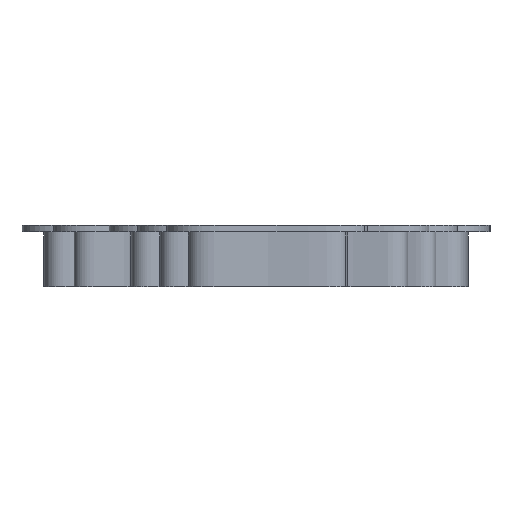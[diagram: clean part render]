
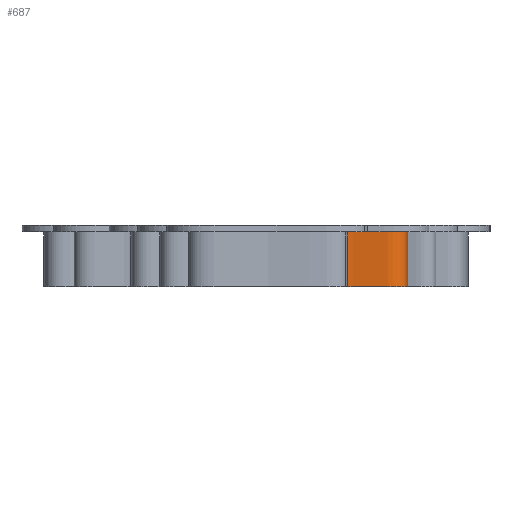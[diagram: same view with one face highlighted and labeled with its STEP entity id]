
A CAD part, left-side view. The second image highlights one B-rep face of the part: STEP entity #687.
In plain terms, the highlighted free-form (B-spline) face has degree [3, 1] with [17, 2] control points.
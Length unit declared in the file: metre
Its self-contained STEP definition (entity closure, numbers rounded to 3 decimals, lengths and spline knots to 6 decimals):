
#39=LINE('',#2050,#74);
#40=LINE('',#2123,#75);
#74=VECTOR('',#753,1.);
#75=VECTOR('',#754,1.);
#154=ORIENTED_EDGE('',*,*,#354,.T.);
#155=ORIENTED_EDGE('',*,*,#355,.F.);
#156=ORIENTED_EDGE('',*,*,#356,.F.);
#157=ORIENTED_EDGE('',*,*,#352,.T.);
#352=EDGE_CURVE('',#446,#445,#39,.T.);
#354=EDGE_CURVE('',#445,#447,#517,.T.);
#355=EDGE_CURVE('',#448,#447,#40,.T.);
#356=EDGE_CURVE('',#446,#448,#518,.T.);
#445=VERTEX_POINT('',#2049);
#446=VERTEX_POINT('',#2051);
#447=VERTEX_POINT('',#2122);
#448=VERTEX_POINT('',#2124);
#517=B_SPLINE_CURVE_WITH_KNOTS('',3,(#2096,#2097,#2098,#2099,#2100,#2101,
#2102,#2103,#2104,#2105,#2106,#2107,#2108,#2109,#2110,#2111,#2112,#2113,
#2114,#2115,#2116,#2117,#2118,#2119,#2120,#2121),.UNSPECIFIED.,.F.,.F.,
(4,1,1,1,1,1,1,1,1,1,1,1,1,1,1,1,1,1,1,1,1,1,1,4),(0.330381,0.333223,
0.336065,0.338907,0.341749,0.344591,
0.347433,0.350275,0.353117,0.354538,
0.355959,0.35738,0.358801,0.359512,
0.360222,0.360933,0.361643,0.363064,
0.364485,0.365906,0.367327,0.370169,
0.373011,0.375853),.UNSPECIFIED.);
#518=B_SPLINE_CURVE_WITH_KNOTS('',3,(#2125,#2126,#2127,#2128,#2129,#2130,
#2131,#2132,#2133,#2134,#2135,#2136,#2137,#2138,#2139,#2140,#2141,#2142,
#2143,#2144,#2145,#2146,#2147,#2148,#2149,#2150),.UNSPECIFIED.,.F.,.F.,
(4,1,1,1,1,1,1,1,1,1,1,1,1,1,1,1,1,1,1,1,1,1,1,4),(0.330381,0.333223,
0.336065,0.338907,0.341749,0.344591,
0.347433,0.350275,0.353117,0.354538,
0.355959,0.35738,0.358801,0.359512,
0.360222,0.360933,0.361643,0.363064,
0.364485,0.365906,0.367327,0.370169,
0.373011,0.375853),.UNSPECIFIED.);
#568=EDGE_LOOP('',(#154,#155,#156,#157));
#611=FACE_BOUND('',#568,.T.);
#654=B_SPLINE_SURFACE_WITH_KNOTS('',3,1,((#2062,#2063),(#2064,#2065),(#2066,
#2067),(#2068,#2069),(#2070,#2071),(#2072,#2073),(#2074,#2075),(#2076,#2077),
(#2078,#2079),(#2080,#2081),(#2082,#2083),(#2084,#2085),(#2086,#2087),(#2088,
#2089),(#2090,#2091),(#2092,#2093),(#2094,#2095)),
 .SURF_OF_LINEAR_EXTRUSION.,.F.,.F.,.F.,(4,1,1,1,1,1,1,1,1,1,1,1,1,1,4),
(2,2),(0.330381,0.336065,0.341749,0.347433,
0.350275,0.353117,0.355959,0.358801,
0.360222,0.361643,0.364485,0.367327,0.370169,
0.373011,0.375853),(0.,1.),.UNSPECIFIED.);
#687=ADVANCED_FACE('',(#611),#654,.F.);
#753=DIRECTION('',(0.,0.,-1.));
#754=DIRECTION('',(0.,0.,-1.));
#2049=CARTESIAN_POINT('',(-0.122849,-0.039994,0.));
#2050=CARTESIAN_POINT('',(-0.122849,-0.039994,0.0127));
#2051=CARTESIAN_POINT('',(-0.122849,-0.039994,0.0127));
#2062=CARTESIAN_POINT('',(-0.122849,-0.039994,0.0127));
#2063=CARTESIAN_POINT('',(-0.122849,-0.039994,0.));
#2064=CARTESIAN_POINT('',(-0.122809,-0.040387,0.0127));
#2065=CARTESIAN_POINT('',(-0.122809,-0.040387,0.));
#2066=CARTESIAN_POINT('',(-0.122843,-0.041715,0.0127));
#2067=CARTESIAN_POINT('',(-0.122843,-0.041715,0.));
#2068=CARTESIAN_POINT('',(-0.123215,-0.04438,0.0127));
#2069=CARTESIAN_POINT('',(-0.123215,-0.04438,0.));
#2070=CARTESIAN_POINT('',(-0.123544,-0.046777,0.0127));
#2071=CARTESIAN_POINT('',(-0.123544,-0.046777,0.));
#2072=CARTESIAN_POINT('',(-0.123673,-0.048641,0.0127));
#2073=CARTESIAN_POINT('',(-0.123673,-0.048641,0.));
#2074=CARTESIAN_POINT('',(-0.123658,-0.049999,0.0127));
#2075=CARTESIAN_POINT('',(-0.123658,-0.049999,0.));
#2076=CARTESIAN_POINT('',(-0.123454,-0.051331,0.0127));
#2077=CARTESIAN_POINT('',(-0.123454,-0.051331,0.));
#2078=CARTESIAN_POINT('',(-0.122985,-0.052483,0.0127));
#2079=CARTESIAN_POINT('',(-0.122985,-0.052483,0.));
#2080=CARTESIAN_POINT('',(-0.122197,-0.053352,0.0127));
#2081=CARTESIAN_POINT('',(-0.122197,-0.053352,0.));
#2082=CARTESIAN_POINT('',(-0.121235,-0.053957,0.0127));
#2083=CARTESIAN_POINT('',(-0.121235,-0.053957,0.));
#2084=CARTESIAN_POINT('',(-0.120058,-0.054225,0.0127));
#2085=CARTESIAN_POINT('',(-0.120058,-0.054225,0.));
#2086=CARTESIAN_POINT('',(-0.118828,-0.054209,0.0127));
#2087=CARTESIAN_POINT('',(-0.118828,-0.054209,0.));
#2088=CARTESIAN_POINT('',(-0.117693,-0.054051,0.0127));
#2089=CARTESIAN_POINT('',(-0.117693,-0.054051,0.));
#2090=CARTESIAN_POINT('',(-0.11665,-0.053843,0.0127));
#2091=CARTESIAN_POINT('',(-0.11665,-0.053843,0.));
#2092=CARTESIAN_POINT('',(-0.116041,-0.053719,0.0127));
#2093=CARTESIAN_POINT('',(-0.116041,-0.053719,0.));
#2094=CARTESIAN_POINT('',(-0.115773,-0.053672,0.0127));
#2095=CARTESIAN_POINT('',(-0.115773,-0.053672,0.));
#2096=CARTESIAN_POINT('',(-0.122849,-0.039994,0.));
#2097=CARTESIAN_POINT('',(-0.122829,-0.04019,0.));
#2098=CARTESIAN_POINT('',(-0.122812,-0.040725,0.));
#2099=CARTESIAN_POINT('',(-0.122884,-0.041797,0.));
#2100=CARTESIAN_POINT('',(-0.12303,-0.043047,0.));
#2101=CARTESIAN_POINT('',(-0.123218,-0.044406,0.));
#2102=CARTESIAN_POINT('',(-0.123412,-0.04582,0.));
#2103=CARTESIAN_POINT('',(-0.123576,-0.047243,0.));
#2104=CARTESIAN_POINT('',(-0.123673,-0.048641,0.));
#2105=CARTESIAN_POINT('',(-0.123661,-0.049772,0.));
#2106=CARTESIAN_POINT('',(-0.123555,-0.050666,0.));
#2107=CARTESIAN_POINT('',(-0.12341,-0.051338,0.));
#2108=CARTESIAN_POINT('',(-0.123169,-0.052019,0.));
#2109=CARTESIAN_POINT('',(-0.122849,-0.052589,0.));
#2110=CARTESIAN_POINT('',(-0.122497,-0.053023,0.));
#2111=CARTESIAN_POINT('',(-0.122179,-0.053328,0.));
#2112=CARTESIAN_POINT('',(-0.121835,-0.05358,0.));
#2113=CARTESIAN_POINT('',(-0.121358,-0.053848,0.));
#2114=CARTESIAN_POINT('',(-0.12076,-0.054063,0.));
#2115=CARTESIAN_POINT('',(-0.120082,-0.054183,0.));
#2116=CARTESIAN_POINT('',(-0.119444,-0.054216,0.));
#2117=CARTESIAN_POINT('',(-0.118638,-0.054183,0.));
#2118=CARTESIAN_POINT('',(-0.117693,-0.054051,0.));
#2119=CARTESIAN_POINT('',(-0.11665,-0.053843,0.));
#2120=CARTESIAN_POINT('',(-0.116041,-0.053719,0.));
#2121=CARTESIAN_POINT('',(-0.115773,-0.053672,0.));
#2122=CARTESIAN_POINT('',(-0.115773,-0.053672,0.));
#2123=CARTESIAN_POINT('',(-0.115773,-0.053672,0.0127));
#2124=CARTESIAN_POINT('',(-0.115773,-0.053672,0.0127));
#2125=CARTESIAN_POINT('',(-0.122849,-0.039994,0.0127));
#2126=CARTESIAN_POINT('',(-0.122829,-0.04019,0.0127));
#2127=CARTESIAN_POINT('',(-0.122812,-0.040725,0.0127));
#2128=CARTESIAN_POINT('',(-0.122884,-0.041797,0.0127));
#2129=CARTESIAN_POINT('',(-0.12303,-0.043047,0.0127));
#2130=CARTESIAN_POINT('',(-0.123218,-0.044406,0.0127));
#2131=CARTESIAN_POINT('',(-0.123412,-0.04582,0.0127));
#2132=CARTESIAN_POINT('',(-0.123576,-0.047243,0.0127));
#2133=CARTESIAN_POINT('',(-0.123673,-0.048641,0.0127));
#2134=CARTESIAN_POINT('',(-0.123661,-0.049772,0.0127));
#2135=CARTESIAN_POINT('',(-0.123555,-0.050666,0.0127));
#2136=CARTESIAN_POINT('',(-0.12341,-0.051338,0.0127));
#2137=CARTESIAN_POINT('',(-0.123169,-0.052019,0.0127));
#2138=CARTESIAN_POINT('',(-0.122849,-0.052589,0.0127));
#2139=CARTESIAN_POINT('',(-0.122497,-0.053023,0.0127));
#2140=CARTESIAN_POINT('',(-0.122179,-0.053328,0.0127));
#2141=CARTESIAN_POINT('',(-0.121835,-0.05358,0.0127));
#2142=CARTESIAN_POINT('',(-0.121358,-0.053848,0.0127));
#2143=CARTESIAN_POINT('',(-0.12076,-0.054063,0.0127));
#2144=CARTESIAN_POINT('',(-0.120082,-0.054183,0.0127));
#2145=CARTESIAN_POINT('',(-0.119444,-0.054216,0.0127));
#2146=CARTESIAN_POINT('',(-0.118638,-0.054183,0.0127));
#2147=CARTESIAN_POINT('',(-0.117693,-0.054051,0.0127));
#2148=CARTESIAN_POINT('',(-0.11665,-0.053843,0.0127));
#2149=CARTESIAN_POINT('',(-0.116041,-0.053719,0.0127));
#2150=CARTESIAN_POINT('',(-0.115773,-0.053672,0.0127));
